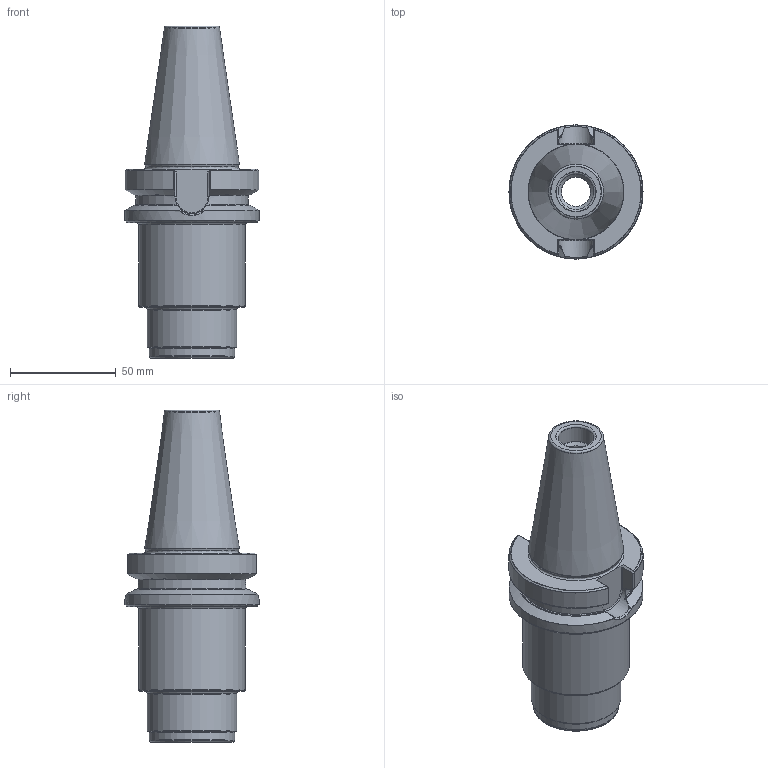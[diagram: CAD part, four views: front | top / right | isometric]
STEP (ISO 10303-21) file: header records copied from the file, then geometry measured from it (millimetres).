
FILE_DESCRIPTION(/* description */ (''),/* implementation_level */ '2;1');
FILE_NAME(/* name */ '514013250.stp',/* time_stamp */ '2021-06-01T08:28:45',/* author */ ('LRA'),/* organization */ ('REGO-FIX'),/* preprocessor_version */ ' Unknown',/* originating_system */ 'SIEMENS PLM Software Solid Edge ST10',/* authorization */ 'Unknown');
FILE_SCHEMA (('AUTOMOTIVE_DESIGN { 1 0 10303 214 2 1 1}'));
Length unit declared in the file: millimetre
Products named in the file (1): 0007376
Bounding box: 63.3 x 63.3 x 156.7 mm (x, y, z)
Volume: 396517.8 mm3; surface area: 72642.8 mm2
Topology: 2 solids, 2 shells, 168 faces, 421 edges, 262 vertices
Faces by surface type: plane 73, cylinder 37, cone 28, torus 26, bspline 4
Full cylindrical faces by diameter (mm): 13.835 x4, 16.7 x1, 17 x1, 24.5 x2, 40 x1, 40.3 x1, 42 x2, 42.3 x1, 50 x1, 50.3 x1, 63 x1, 63.3 x1
Entity records: 6103 total; most frequent: CARTESIAN_POINT 1214, DIRECTION 756, ORIENTED_EDGE 724, EDGE_CURVE 362, AXIS2_PLACEMENT_3D 314, VERTEX_POINT 250, EDGE_LOOP 224, FACE_BOUND 224
